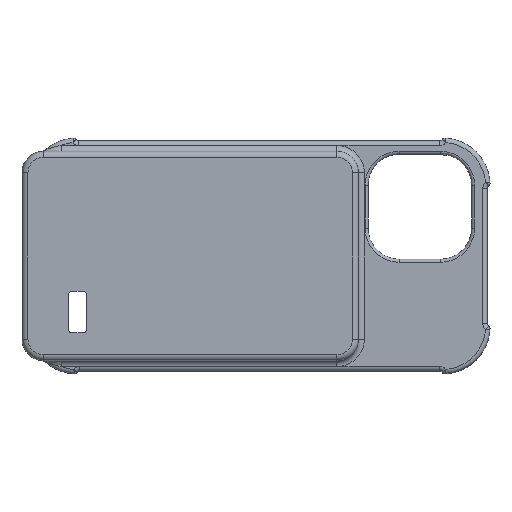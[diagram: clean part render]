
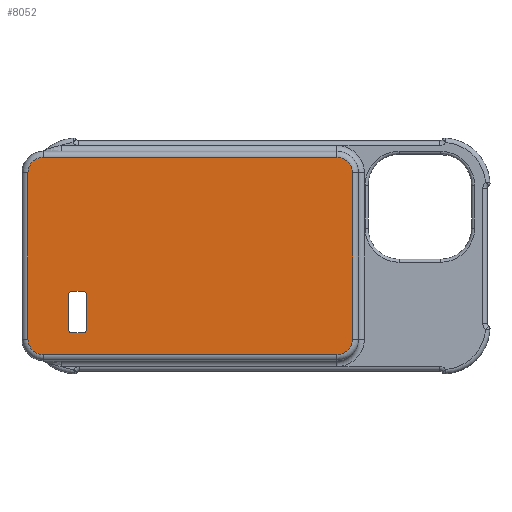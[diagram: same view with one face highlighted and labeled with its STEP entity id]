
A CAD part, front view. The second image highlights one B-rep face of the part: STEP entity #8052.
In plain terms, the highlighted planar face has unit normal (0, -1, 0).
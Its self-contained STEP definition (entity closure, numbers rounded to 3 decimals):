
#83=FACE_BOUND('',#2284,.T.);
#237=PLANE('',#8597);
#387=LINE('',#12167,#974);
#389=LINE('',#12179,#976);
#391=LINE('',#12191,#978);
#393=LINE('',#12200,#980);
#410=LINE('',#12323,#997);
#411=LINE('',#12327,#998);
#412=LINE('',#12331,#999);
#413=LINE('',#12334,#1000);
#974=VECTOR('',#9578,10.);
#976=VECTOR('',#9592,10.);
#978=VECTOR('',#9606,10.);
#980=VECTOR('',#9618,10.);
#997=VECTOR('',#9665,10.);
#998=VECTOR('',#9668,10.);
#999=VECTOR('',#9671,10.);
#1000=VECTOR('',#9674,10.);
#1775=FACE_OUTER_BOUND('',#2283,.T.);
#2283=EDGE_LOOP('',(#5459,#5460,#5461,#5462,#5463,#5464,#5465,#5466));
#2284=EDGE_LOOP('',(#5467,#5468,#5469,#5470,#5471,#5472,#5473,#5474));
#2786=CIRCLE('',#8562,5.3);
#2792=CIRCLE('',#8570,5.3);
#2796=CIRCLE('',#8576,5.3);
#2800=CIRCLE('',#8582,5.3);
#2810=CIRCLE('',#8598,1.);
#2811=CIRCLE('',#8599,1.);
#2812=CIRCLE('',#8600,1.);
#2813=CIRCLE('',#8601,1.);
#3335=VERTEX_POINT('',#12155);
#3336=VERTEX_POINT('',#12157);
#3338=VERTEX_POINT('',#12163);
#3340=VERTEX_POINT('',#12169);
#3342=VERTEX_POINT('',#12175);
#3344=VERTEX_POINT('',#12181);
#3346=VERTEX_POINT('',#12187);
#3348=VERTEX_POINT('',#12193);
#3378=VERTEX_POINT('',#12319);
#3379=VERTEX_POINT('',#12320);
#3380=VERTEX_POINT('',#12322);
#3381=VERTEX_POINT('',#12324);
#3382=VERTEX_POINT('',#12326);
#3383=VERTEX_POINT('',#12328);
#3384=VERTEX_POINT('',#12330);
#3385=VERTEX_POINT('',#12332);
#4107=EDGE_CURVE('',#3335,#3336,#2786,.T.);
#4112=EDGE_CURVE('',#3336,#3338,#387,.T.);
#4115=EDGE_CURVE('',#3338,#3340,#2792,.T.);
#4118=EDGE_CURVE('',#3340,#3342,#389,.T.);
#4121=EDGE_CURVE('',#3342,#3344,#2796,.T.);
#4124=EDGE_CURVE('',#3344,#3346,#391,.T.);
#4127=EDGE_CURVE('',#3346,#3348,#2800,.T.);
#4129=EDGE_CURVE('',#3348,#3335,#393,.T.);
#4162=EDGE_CURVE('',#3378,#3379,#2810,.T.);
#4163=EDGE_CURVE('',#3380,#3378,#410,.T.);
#4164=EDGE_CURVE('',#3381,#3380,#2811,.T.);
#4165=EDGE_CURVE('',#3382,#3381,#411,.T.);
#4166=EDGE_CURVE('',#3383,#3382,#2812,.T.);
#4167=EDGE_CURVE('',#3384,#3383,#412,.T.);
#4168=EDGE_CURVE('',#3385,#3384,#2813,.T.);
#4169=EDGE_CURVE('',#3379,#3385,#413,.T.);
#5459=ORIENTED_EDGE('',*,*,#4107,.F.);
#5460=ORIENTED_EDGE('',*,*,#4129,.F.);
#5461=ORIENTED_EDGE('',*,*,#4127,.F.);
#5462=ORIENTED_EDGE('',*,*,#4124,.F.);
#5463=ORIENTED_EDGE('',*,*,#4121,.F.);
#5464=ORIENTED_EDGE('',*,*,#4118,.F.);
#5465=ORIENTED_EDGE('',*,*,#4115,.F.);
#5466=ORIENTED_EDGE('',*,*,#4112,.F.);
#5467=ORIENTED_EDGE('',*,*,#4162,.F.);
#5468=ORIENTED_EDGE('',*,*,#4163,.F.);
#5469=ORIENTED_EDGE('',*,*,#4164,.F.);
#5470=ORIENTED_EDGE('',*,*,#4165,.F.);
#5471=ORIENTED_EDGE('',*,*,#4166,.F.);
#5472=ORIENTED_EDGE('',*,*,#4167,.F.);
#5473=ORIENTED_EDGE('',*,*,#4168,.F.);
#5474=ORIENTED_EDGE('',*,*,#4169,.F.);
#8052=ADVANCED_FACE('',(#1775,#83),#237,.F.);
#8562=AXIS2_PLACEMENT_3D('',#12158,#9567,#9568);
#8570=AXIS2_PLACEMENT_3D('',#12173,#9585,#9586);
#8576=AXIS2_PLACEMENT_3D('',#12185,#9599,#9600);
#8582=AXIS2_PLACEMENT_3D('',#12197,#9613,#9614);
#8597=AXIS2_PLACEMENT_3D('',#12318,#9661,#9662);
#8598=AXIS2_PLACEMENT_3D('',#12321,#9663,#9664);
#8599=AXIS2_PLACEMENT_3D('',#12325,#9666,#9667);
#8600=AXIS2_PLACEMENT_3D('',#12329,#9669,#9670);
#8601=AXIS2_PLACEMENT_3D('',#12333,#9672,#9673);
#9567=DIRECTION('center_axis',(0.,1.,0.));
#9568=DIRECTION('ref_axis',(0.707,0.,0.707));
#9578=DIRECTION('',(0.,0.,-1.));
#9585=DIRECTION('center_axis',(0.,1.,0.));
#9586=DIRECTION('ref_axis',(0.707,0.,-0.707));
#9592=DIRECTION('',(-1.,0.,0.));
#9599=DIRECTION('center_axis',(0.,1.,0.));
#9600=DIRECTION('ref_axis',(-0.707,0.,-0.707));
#9606=DIRECTION('',(0.,0.,1.));
#9613=DIRECTION('center_axis',(0.,1.,0.));
#9614=DIRECTION('ref_axis',(-0.707,0.,0.707));
#9618=DIRECTION('',(1.,0.,0.));
#9661=DIRECTION('center_axis',(0.,1.,0.));
#9662=DIRECTION('ref_axis',(0.,0.,1.));
#9663=DIRECTION('center_axis',(0.,-1.,0.));
#9664=DIRECTION('ref_axis',(-1.,0.,0.));
#9665=DIRECTION('',(-1.,0.,0.));
#9666=DIRECTION('center_axis',(0.,-1.,0.));
#9667=DIRECTION('ref_axis',(1.,0.,0.));
#9668=DIRECTION('',(0.,0.,1.));
#9669=DIRECTION('center_axis',(0.,-1.,0.));
#9670=DIRECTION('ref_axis',(1.,0.,0.));
#9671=DIRECTION('',(1.,0.,0.));
#9672=DIRECTION('center_axis',(0.,-1.,0.));
#9673=DIRECTION('ref_axis',(-1.,0.,0.));
#9674=DIRECTION('',(0.,0.,-1.));
#12155=CARTESIAN_POINT('',(25.428,-21.8,32.807));
#12157=CARTESIAN_POINT('',(30.728,-21.8,27.507));
#12158=CARTESIAN_POINT('Origin',(25.428,-21.8,27.507));
#12163=CARTESIAN_POINT('',(30.728,-21.8,-28.693));
#12167=CARTESIAN_POINT('',(30.728,-21.8,10.401));
#12169=CARTESIAN_POINT('',(25.428,-21.8,-33.993));
#12173=CARTESIAN_POINT('Origin',(25.428,-21.8,-28.693));
#12175=CARTESIAN_POINT('',(-73.772,-21.8,-33.993));
#12179=CARTESIAN_POINT('',(-55.084,-21.8,-33.993));
#12181=CARTESIAN_POINT('',(-79.072,-21.8,-28.693));
#12185=CARTESIAN_POINT('Origin',(-73.772,-21.8,-28.693));
#12187=CARTESIAN_POINT('',(-79.072,-21.8,27.507));
#12191=CARTESIAN_POINT('',(-79.072,-21.8,-17.699));
#12193=CARTESIAN_POINT('',(-73.772,-21.8,32.807));
#12197=CARTESIAN_POINT('Origin',(-73.772,-21.8,27.507));
#12200=CARTESIAN_POINT('',(-55.122,-21.8,32.807));
#12318=CARTESIAN_POINT('Origin',(-36.472,-21.8,-6.706));
#12319=CARTESIAN_POINT('',(-64.304,-21.8,-12.543));
#12320=CARTESIAN_POINT('',(-65.304,-21.8,-13.543));
#12321=CARTESIAN_POINT('Origin',(-64.304,-21.8,-13.543));
#12322=CARTESIAN_POINT('',(-60.304,-21.8,-12.543));
#12323=CARTESIAN_POINT('',(-49.388,-21.8,-12.543));
#12324=CARTESIAN_POINT('',(-59.304,-21.8,-13.543));
#12325=CARTESIAN_POINT('Origin',(-60.304,-21.8,-13.543));
#12326=CARTESIAN_POINT('',(-59.304,-21.8,-25.543));
#12327=CARTESIAN_POINT('',(-59.304,-21.8,-13.124));
#12328=CARTESIAN_POINT('',(-60.304,-21.8,-26.543));
#12329=CARTESIAN_POINT('Origin',(-60.304,-21.8,-25.543));
#12330=CARTESIAN_POINT('',(-64.304,-21.8,-26.543));
#12331=CARTESIAN_POINT('',(-49.388,-21.8,-26.543));
#12332=CARTESIAN_POINT('',(-65.304,-21.8,-25.543));
#12333=CARTESIAN_POINT('Origin',(-64.304,-21.8,-25.543));
#12334=CARTESIAN_POINT('',(-65.304,-21.8,-13.124));
